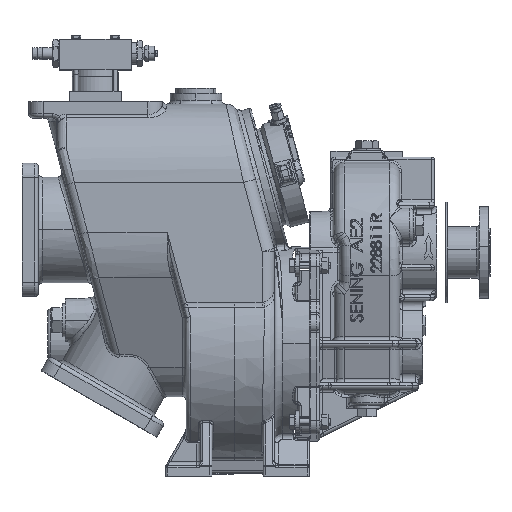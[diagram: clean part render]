
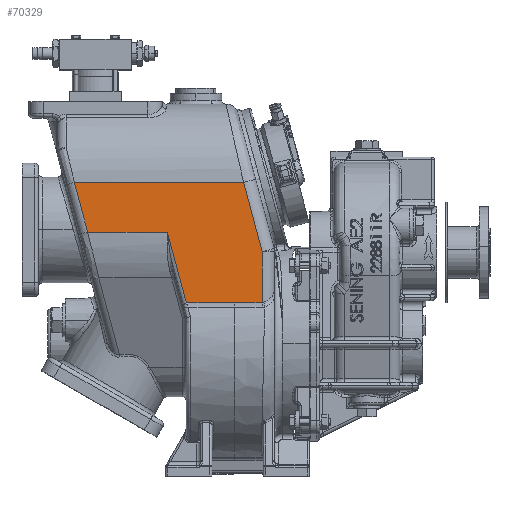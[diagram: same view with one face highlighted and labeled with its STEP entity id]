
A CAD part, top view. The second image highlights one B-rep face of the part: STEP entity #70329.
In plain terms, the highlighted planar face has unit normal (0, 0, 1).
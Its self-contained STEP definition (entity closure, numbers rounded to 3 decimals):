
#922 = VERTEX_POINT ( 'NONE', #169853 ) ;
#924 = VERTEX_POINT ( 'NONE', #169855 ) ;
#925 = VERTEX_POINT ( 'NONE', #169857 ) ;
#927 = VERTEX_POINT ( 'NONE', #169860 ) ;
#1756 = VECTOR ( 'NONE', #55686, 1000. ) ;
#1758 = VECTOR ( 'NONE', #55689, 1000. ) ;
#1759 = LINE ( 'NONE', #55688, #1758 ) ;
#1766 = LINE ( 'NONE', #55684, #1756 ) ;
#1770 = VECTOR ( 'NONE', #55681, 1000. ) ;
#1772 = LINE ( 'NONE', #55679, #1770 ) ;
#5503 = LINE ( 'NONE', #8927, #7371 ) ;
#5596 = VECTOR ( 'NONE', #8918, 1000. ) ;
#5654 = LINE ( 'NONE', #8917, #5596 ) ;
#7371 = VECTOR ( 'NONE', #8942, 1000. ) ;
#8917 = CARTESIAN_POINT ( 'NONE',  ( 216.525, 108.64, 100. ) ) ;
#8918 = DIRECTION ( 'NONE',  ( -1., 0., 0. ) ) ;
#8927 = CARTESIAN_POINT ( 'NONE',  ( -216.646, 110.97, 100. ) ) ;
#8942 = DIRECTION ( 'NONE',  ( 0.259, -0.966, 0. ) ) ;
#25142 = VERTEX_POINT ( 'NONE', #49324 ) ;
#32988 = CARTESIAN_POINT ( 'NONE',  ( -372.407, 39.935, 100. ) ) ;
#33040 = CARTESIAN_POINT ( 'NONE',  ( -372.407, 39.935, 100. ) ) ;
#33042 = DIRECTION ( 'NONE',  ( 1., 0., 0. ) ) ;
#33053 = DIRECTION ( 'NONE',  ( 1., 0., 0. ) ) ;
#33146 = CARTESIAN_POINT ( 'NONE',  ( -46., 34.931, 100. ) ) ;
#33219 = DIRECTION ( 'NONE',  ( 0., 1., 0. ) ) ;
#40742 = EDGE_CURVE ( 'NONE', #924, #925, #66699, .T. ) ;
#40744 = EDGE_CURVE ( 'NONE', #922, #924, #67012, .T. ) ;
#40758 = EDGE_CURVE ( 'NONE', #925, #927, #67260, .T. ) ;
#49324 = CARTESIAN_POINT ( 'NONE',  ( -119.913, 39.736, 100. ) ) ;
#50074 = VERTEX_POINT ( 'NONE', #86416 ) ;
#53716 = FACE_OUTER_BOUND ( 'NONE', #104322, .T. ) ;
#55642 = CARTESIAN_POINT ( 'NONE',  ( -119.913, 39.736, 100. ) ) ;
#55647 = CARTESIAN_POINT ( 'NONE',  ( -119.41, 39.871, 100. ) ) ;
#55648 = CARTESIAN_POINT ( 'NONE',  ( -118.898, 39.935, 100. ) ) ;
#55649 = CARTESIAN_POINT ( 'NONE',  ( -118.378, 39.935, 100. ) ) ;
#55679 = CARTESIAN_POINT ( 'NONE',  ( -119.609, 38.603, 100. ) ) ;
#55681 = DIRECTION ( 'NONE',  ( 0.259, -0.966, 0. ) ) ;
#55684 = CARTESIAN_POINT ( 'NONE',  ( -63.228, 153.894, 100. ) ) ;
#55686 = DIRECTION ( 'NONE',  ( -0.259, 0.966, 0. ) ) ;
#55688 = CARTESIAN_POINT ( 'NONE',  ( -372.407, 157., 100. ) ) ;
#55689 = DIRECTION ( 'NONE',  ( 1., 0., 0. ) ) ;
#61835 = PLANE ( 'NONE',  #108876 ) ;
#61837 = CARTESIAN_POINT ( 'NONE',  ( -372.407, 34.931, 100. ) ) ;
#61857 = DIRECTION ( 'NONE',  ( 0., 0., 1. ) ) ;
#61859 = DIRECTION ( 'NONE',  ( 0., -1., 0. ) ) ;
#66699 = LINE ( 'NONE', #32988, #67302 ) ;
#67012 = LINE ( 'NONE', #33040, #67377 ) ;
#67260 = LINE ( 'NONE', #33146, #67445 ) ;
#67302 = VECTOR ( 'NONE', #33042, 1000. ) ;
#67377 = VECTOR ( 'NONE', #33053, 1000. ) ;
#67445 = VECTOR ( 'NONE', #33219, 1000. ) ;
#70329 = ADVANCED_FACE ( 'NONE', ( #53716 ), #61835, .T. ) ;
#73029 = CARTESIAN_POINT ( 'NONE',  ( -228.979, 157., 100. ) ) ;
#86416 = CARTESIAN_POINT ( 'NONE',  ( -64.06, 157., 100. ) ) ;
#92051 = ORIENTED_EDGE ( 'NONE', *, *, #118295, .F. ) ;
#92053 = ORIENTED_EDGE ( 'NONE', *, *, #118303, .T. ) ;
#92058 = ORIENTED_EDGE ( 'NONE', *, *, #118838, .F. ) ;
#92060 = ORIENTED_EDGE ( 'NONE', *, *, #118835, .T. ) ;
#92062 = ORIENTED_EDGE ( 'NONE', *, *, #40758, .T. ) ;
#92064 = ORIENTED_EDGE ( 'NONE', *, *, #40742, .T. ) ;
#92066 = ORIENTED_EDGE ( 'NONE', *, *, #40744, .T. ) ;
#92069 = ORIENTED_EDGE ( 'NONE', *, *, #118815, .T. ) ;
#92071 = ORIENTED_EDGE ( 'NONE', *, *, #118833, .T. ) ;
#104322 = EDGE_LOOP ( 'NONE', ( #92071, #92069, #92066, #92064, #92062, #92060, #92058, #92053, #92051 ) ) ;
#108876 = AXIS2_PLACEMENT_3D ( 'NONE', #61837, #61857, #61859 ) ;
#118295 = EDGE_CURVE ( 'NONE', #168668, #168671, #5654, .T. ) ;
#118303 = EDGE_CURVE ( 'NONE', #141180, #168671, #5503, .T. ) ;
#118815 = EDGE_CURVE ( 'NONE', #25142, #922, #133161, .T. ) ;
#118833 = EDGE_CURVE ( 'NONE', #168668, #25142, #1772, .T. ) ;
#118835 = EDGE_CURVE ( 'NONE', #927, #50074, #1766, .T. ) ;
#118838 = EDGE_CURVE ( 'NONE', #141180, #50074, #1759, .T. ) ;
#133161 = B_SPLINE_CURVE_WITH_KNOTS ( 'NONE', 3,
 ( #55642, #55647, #55648, #55649 ),
 .UNSPECIFIED., .F., .F.,
 ( 4, 4 ),
 ( 0., 0.002 ),
 .UNSPECIFIED. ) ;
#139261 = CARTESIAN_POINT ( 'NONE',  ( -138.376, 108.64, 100. ) ) ;
#139266 = CARTESIAN_POINT ( 'NONE',  ( -216.021, 108.64, 100. ) ) ;
#141180 = VERTEX_POINT ( 'NONE', #73029 ) ;
#168668 = VERTEX_POINT ( 'NONE', #139261 ) ;
#168671 = VERTEX_POINT ( 'NONE', #139266 ) ;
#169853 = CARTESIAN_POINT ( 'NONE',  ( -118.378, 39.935, 100. ) ) ;
#169855 = CARTESIAN_POINT ( 'NONE',  ( -73., 39.935, 100. ) ) ;
#169857 = CARTESIAN_POINT ( 'NONE',  ( -46., 39.935, 100. ) ) ;
#169860 = CARTESIAN_POINT ( 'NONE',  ( -46., 89.6, 100. ) ) ;
